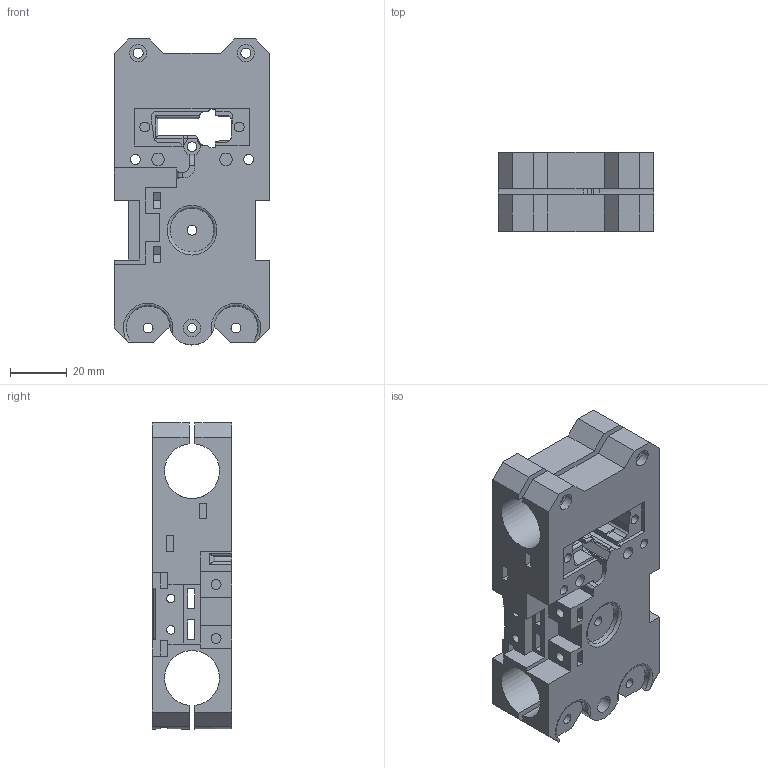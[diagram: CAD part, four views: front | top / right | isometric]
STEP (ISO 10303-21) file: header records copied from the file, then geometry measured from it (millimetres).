
FILE_DESCRIPTION(/* description */ (''),/* implementation_level */ '2;1');
FILE_NAME(/* name */ 'STEP_HYPERCUBE-EVO-0001_NGEN_V2.5.step',/* time_stamp */ '2021-01-27T15:52:28+01:00',/* author */ (''),/* organization */ (''),/* preprocessor_version */ 'ST-DEVELOPER v18.1',/* originating_system */ 'Autodesk Translation Framework v9.7.1.1290',/* authorisation */ '');
FILE_SCHEMA (('AUTOMOTIVE_DESIGN { 1 0 10303 214 3 1 1 }'));
Length unit declared in the file: millimetre
Products named in the file (1): STEP_HYPERCUBE-EVO-0001_NGEN_V2
Bounding box: 55 x 28 x 108 mm (x, y, z)
Volume: 91237.3 mm3; surface area: 36931.3 mm2
Topology: 1 solids, 1 shells, 482 faces, 1306 edges, 845 vertices
Faces by surface type: plane 319, cylinder 122, torus 39, bspline 2
Full cylindrical faces by diameter (mm): 3 x4, 3.2 x3, 3.5 x32, 4.5 x2, 6 x2, 6.2 x1, 15.5 x1
Entity records: 15617 total; most frequent: CARTESIAN_POINT 3165, ORIENTED_EDGE 2612, DIRECTION 2515, EDGE_CURVE 1306, LINE 937, VECTOR 937, VERTEX_POINT 845, AXIS2_PLACEMENT_3D 789
